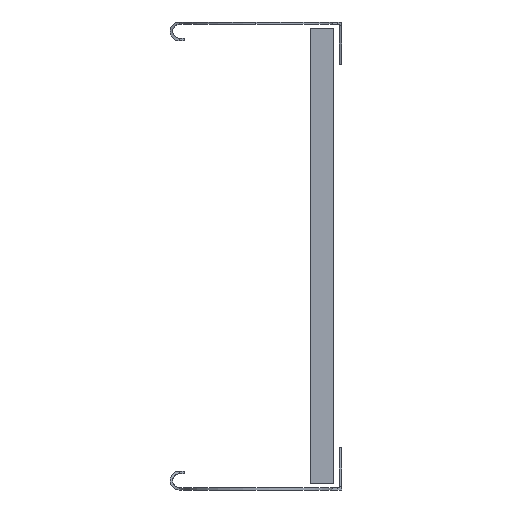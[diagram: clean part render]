
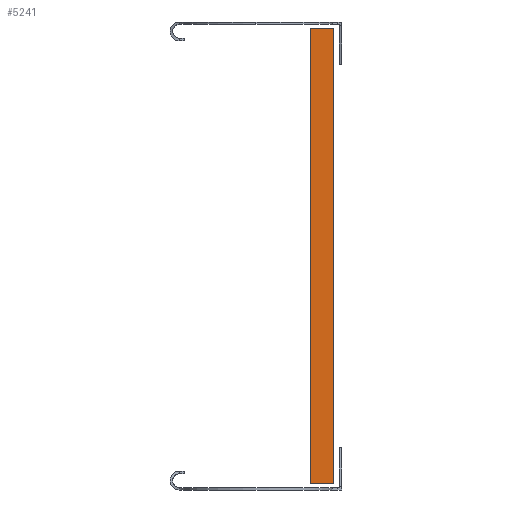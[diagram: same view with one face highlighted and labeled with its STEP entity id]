
A CAD part, left-side view. The second image highlights one B-rep face of the part: STEP entity #5241.
In plain terms, the highlighted planar face has unit normal (-1, 0, 0).
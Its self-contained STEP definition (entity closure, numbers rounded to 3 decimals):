
#155 = AXIS2_PLACEMENT_3D ( 'NONE', #546, #530, #493 ) ;
#257 = LINE ( 'NONE', #1781, #4761 ) ;
#367 = VERTEX_POINT ( 'NONE', #441 ) ;
#422 = ORIENTED_EDGE ( 'NONE', *, *, #1591, .F. ) ;
#441 = CARTESIAN_POINT ( 'NONE',  ( -15., 0., 146. ) ) ;
#493 = DIRECTION ( 'NONE',  ( 0., 0., -1. ) ) ;
#530 = DIRECTION ( 'NONE',  ( 1., 0., 0. ) ) ;
#546 = CARTESIAN_POINT ( 'NONE',  ( -15., 3., -146. ) ) ;
#562 = LINE ( 'NONE', #4473, #955 ) ;
#589 = ORIENTED_EDGE ( 'NONE', *, *, #2069, .T. ) ;
#827 = PLANE ( 'NONE',  #155 ) ;
#955 = VECTOR ( 'NONE', #4293, 1000. ) ;
#989 = CARTESIAN_POINT ( 'NONE',  ( -15., 15., -146. ) ) ;
#1106 = VERTEX_POINT ( 'NONE', #4322 ) ;
#1235 = FACE_OUTER_BOUND ( 'NONE', #5926, .T. ) ;
#1515 = DIRECTION ( 'NONE',  ( 0., -1., 0. ) ) ;
#1591 = EDGE_CURVE ( 'NONE', #4100, #367, #257, .T. ) ;
#1781 = CARTESIAN_POINT ( 'NONE',  ( -15., 3., 146. ) ) ;
#1783 = ORIENTED_EDGE ( 'NONE', *, *, #5431, .F. ) ;
#1980 = EDGE_CURVE ( 'NONE', #1106, #3373, #5114, .T. ) ;
#2069 = EDGE_CURVE ( 'NONE', #1106, #367, #4567, .T. ) ;
#2776 = ORIENTED_EDGE ( 'NONE', *, *, #1980, .F. ) ;
#3373 = VERTEX_POINT ( 'NONE', #989 ) ;
#3590 = CARTESIAN_POINT ( 'NONE',  ( -15., 0., -146. ) ) ;
#3767 = CARTESIAN_POINT ( 'NONE',  ( -15., 15., 146. ) ) ;
#3845 = DIRECTION ( 'NONE',  ( 0., 0., 1. ) ) ;
#4100 = VERTEX_POINT ( 'NONE', #3767 ) ;
#4293 = DIRECTION ( 'NONE',  ( 0., 0., 1. ) ) ;
#4322 = CARTESIAN_POINT ( 'NONE',  ( -15., 0., -146. ) ) ;
#4473 = CARTESIAN_POINT ( 'NONE',  ( -15., 15., -146. ) ) ;
#4567 = LINE ( 'NONE', #3590, #4722 ) ;
#4722 = VECTOR ( 'NONE', #3845, 1000. ) ;
#4747 = VECTOR ( 'NONE', #5024, 1000. ) ;
#4761 = VECTOR ( 'NONE', #1515, 1000. ) ;
#5024 = DIRECTION ( 'NONE',  ( 0., 1., 0. ) ) ;
#5114 = LINE ( 'NONE', #5314, #4747 ) ;
#5241 = ADVANCED_FACE ( 'NONE', ( #1235 ), #827, .F. ) ;
#5314 = CARTESIAN_POINT ( 'NONE',  ( -15., 3., -146. ) ) ;
#5431 = EDGE_CURVE ( 'NONE', #3373, #4100, #562, .T. ) ;
#5926 = EDGE_LOOP ( 'NONE', ( #422, #1783, #2776, #589 ) ) ;
